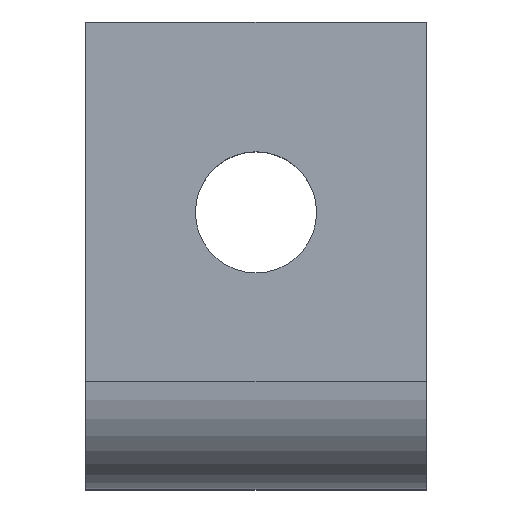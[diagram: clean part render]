
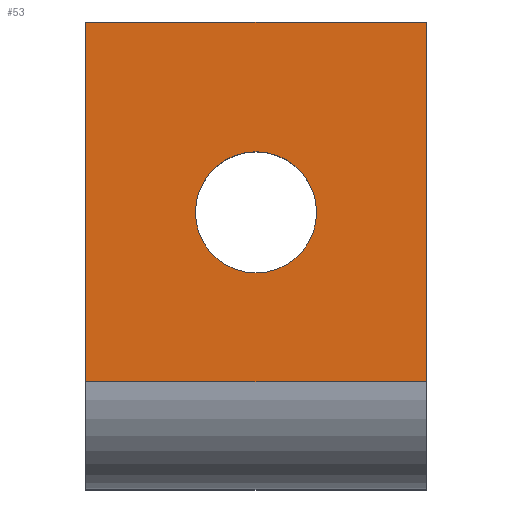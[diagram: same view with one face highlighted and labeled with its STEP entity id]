
A CAD part, top view. The second image highlights one B-rep face of the part: STEP entity #53.
In plain terms, the highlighted planar face has unit normal (0, 0, 1).
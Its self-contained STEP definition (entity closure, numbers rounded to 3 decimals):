
#22 = LINE ( 'NONE', #54, #408 ) ;
#30 = CARTESIAN_POINT ( 'NONE',  ( 3.175, 2., 9.53 ) ) ;
#34 = CARTESIAN_POINT ( 'NONE',  ( -1.13, 5.16, 9.53 ) ) ;
#37 = AXIS2_PLACEMENT_3D ( 'NONE', #311, #269, #115 ) ;
#53 = ADVANCED_FACE ( 'NONE', ( #200, #227 ), #157, .F. ) ;
#54 = CARTESIAN_POINT ( 'NONE',  ( 3.175, 8.71, 9.53 ) ) ;
#79 = EDGE_CURVE ( 'NONE', #166, #351, #22, .T. ) ;
#99 = DIRECTION ( 'NONE',  ( 0., -1., 0. ) ) ;
#105 = DIRECTION ( 'NONE',  ( 0., 0., -1. ) ) ;
#108 = CARTESIAN_POINT ( 'NONE',  ( 0., 5.16, 9.53 ) ) ;
#113 = EDGE_LOOP ( 'NONE', ( #235, #456 ) ) ;
#114 = EDGE_CURVE ( 'NONE', #166, #236, #307, .T. ) ;
#115 = DIRECTION ( 'NONE',  ( 0., 1., 0. ) ) ;
#121 = EDGE_CURVE ( 'NONE', #236, #195, #208, .T. ) ;
#130 = VERTEX_POINT ( 'NONE', #207 ) ;
#132 = CARTESIAN_POINT ( 'NONE',  ( -3.175, 8.71, 9.53 ) ) ;
#157 = PLANE ( 'NONE',  #37 ) ;
#166 = VERTEX_POINT ( 'NONE', #278 ) ;
#168 = VERTEX_POINT ( 'NONE', #34 ) ;
#190 = ORIENTED_EDGE ( 'NONE', *, *, #285, .T. ) ;
#195 = VERTEX_POINT ( 'NONE', #443 ) ;
#200 = FACE_BOUND ( 'NONE', #113, .T. ) ;
#207 = CARTESIAN_POINT ( 'NONE',  ( 1.13, 5.16, 9.53 ) ) ;
#208 = LINE ( 'NONE', #316, #406 ) ;
#218 = DIRECTION ( 'NONE',  ( 0., 0., -1. ) ) ;
#219 = AXIS2_PLACEMENT_3D ( 'NONE', #108, #218, #255 ) ;
#223 = ORIENTED_EDGE ( 'NONE', *, *, #79, .T. ) ;
#227 = FACE_OUTER_BOUND ( 'NONE', #480, .T. ) ;
#235 = ORIENTED_EDGE ( 'NONE', *, *, #483, .T. ) ;
#236 = VERTEX_POINT ( 'NONE', #30 ) ;
#248 = CIRCLE ( 'NONE', #270, 1.13 ) ;
#253 = CARTESIAN_POINT ( 'NONE',  ( 0., 5.16, 9.53 ) ) ;
#255 = DIRECTION ( 'NONE',  ( -1., 0., 0. ) ) ;
#268 = CARTESIAN_POINT ( 'NONE',  ( 3.175, 2., 9.53 ) ) ;
#269 = DIRECTION ( 'NONE',  ( 0., 0., -1. ) ) ;
#270 = AXIS2_PLACEMENT_3D ( 'NONE', #253, #105, #296 ) ;
#273 = CIRCLE ( 'NONE', #219, 1.13 ) ;
#278 = CARTESIAN_POINT ( 'NONE',  ( 3.175, 8.71, 9.53 ) ) ;
#281 = DIRECTION ( 'NONE',  ( -1., 0., 0. ) ) ;
#285 = EDGE_CURVE ( 'NONE', #351, #195, #359, .T. ) ;
#291 = VECTOR ( 'NONE', #99, 1000. ) ;
#296 = DIRECTION ( 'NONE',  ( -1., 0., 0. ) ) ;
#307 = LINE ( 'NONE', #268, #471 ) ;
#311 = CARTESIAN_POINT ( 'NONE',  ( 3.175, 2., 9.53 ) ) ;
#315 = DIRECTION ( 'NONE',  ( 0., -1., 0. ) ) ;
#316 = CARTESIAN_POINT ( 'NONE',  ( 3.175, 2., 9.53 ) ) ;
#330 = CARTESIAN_POINT ( 'NONE',  ( -3.175, 2., 9.53 ) ) ;
#351 = VERTEX_POINT ( 'NONE', #132 ) ;
#359 = LINE ( 'NONE', #330, #291 ) ;
#387 = DIRECTION ( 'NONE',  ( -1., 0., 0. ) ) ;
#406 = VECTOR ( 'NONE', #281, 1000. ) ;
#408 = VECTOR ( 'NONE', #387, 1000. ) ;
#425 = ORIENTED_EDGE ( 'NONE', *, *, #114, .F. ) ;
#443 = CARTESIAN_POINT ( 'NONE',  ( -3.175, 2., 9.53 ) ) ;
#454 = EDGE_CURVE ( 'NONE', #130, #168, #273, .T. ) ;
#456 = ORIENTED_EDGE ( 'NONE', *, *, #454, .T. ) ;
#458 = ORIENTED_EDGE ( 'NONE', *, *, #121, .F. ) ;
#471 = VECTOR ( 'NONE', #315, 1000. ) ;
#480 = EDGE_LOOP ( 'NONE', ( #190, #458, #425, #223 ) ) ;
#483 = EDGE_CURVE ( 'NONE', #168, #130, #248, .T. ) ;
